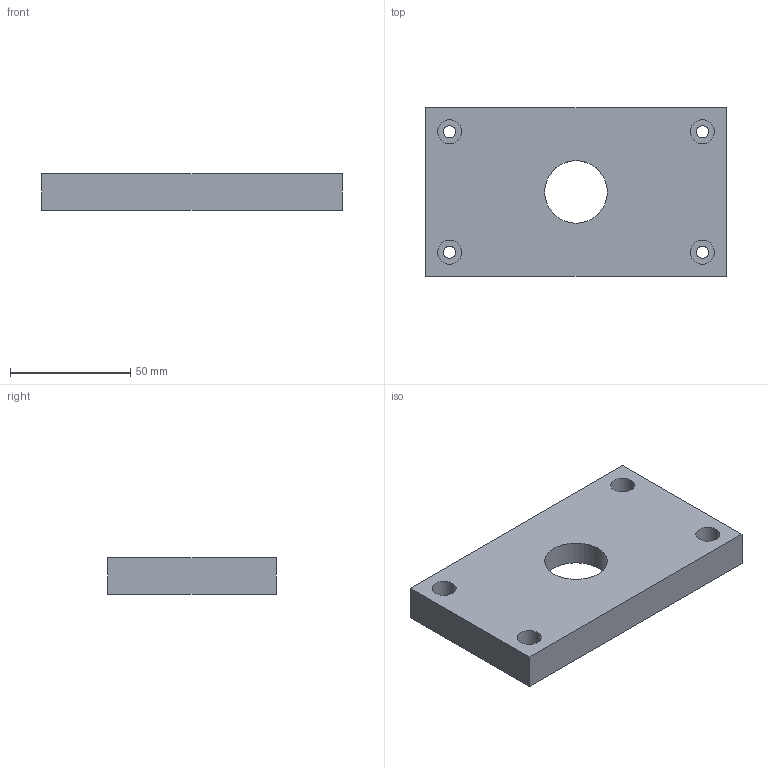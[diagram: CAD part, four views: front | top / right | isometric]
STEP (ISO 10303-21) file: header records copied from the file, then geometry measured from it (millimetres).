
FILE_DESCRIPTION(('produced by SPATIAL CORP'),'2;1');
FILE_NAME('DEMO01.hh.sat.stp','2002-04-19T11:17:39+00:00',('SPATIAL CORP'),('SPATIAL CORP'), 'ACIS STEP Husk','http://www.spatial.com','SPATIAL CORP');
FILE_SCHEMA(('CONFIG_CONTROL_DESIGN'));
Length unit declared in the file: millimetre
Products named in the file (1): PRODUCT_ID_1
Bounding box: 125 x 70 x 15 mm (x, y, z)
Volume: 104399.5 mm3; surface area: 25690.7 mm2
Topology: 1 solids, 1 shells, 40 faces, 102 edges, 68 vertices
Faces by surface type: cylinder 22, plane 18
Entity records: 1200 total; most frequent: ORIENTED_EDGE 204, CARTESIAN_POINT 183, DIRECTION 172, EDGE_CURVE 102, VERTEX_POINT 68, VECTOR 58, LINE 58, AXIS2_PLACEMENT_3D 57
